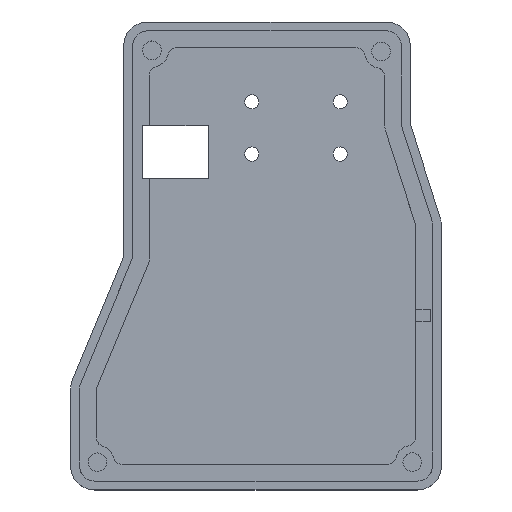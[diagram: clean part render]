
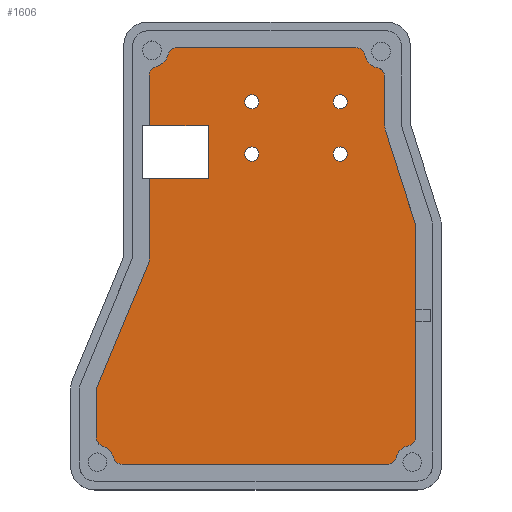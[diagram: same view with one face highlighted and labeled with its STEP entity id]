
A CAD part, top view. The second image highlights one B-rep face of the part: STEP entity #1606.
In plain terms, the highlighted planar face has unit normal (0, 0, 1).
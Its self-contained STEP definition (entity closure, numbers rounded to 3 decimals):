
#623 = VERTEX_POINT('',#624);
#624 = CARTESIAN_POINT('',(115.49,-132.13,2.));
#630 = EDGE_CURVE('',#631,#623,#633,.T.);
#631 = VERTEX_POINT('',#632);
#632 = CARTESIAN_POINT('',(128.82,-132.13,2.));
#633 = LINE('',#634,#635);
#634 = CARTESIAN_POINT('',(127.66,-132.13,2.));
#635 = VECTOR('',#636,1.);
#636 = DIRECTION('',(-1.,0.,0.));
#654 = EDGE_CURVE('',#655,#631,#657,.T.);
#655 = VERTEX_POINT('',#656);
#656 = CARTESIAN_POINT('',(128.82,-120.13,2.));
#657 = LINE('',#658,#659);
#658 = CARTESIAN_POINT('',(128.82,-142.306,2.));
#659 = VECTOR('',#660,1.);
#660 = DIRECTION('',(0.,-1.,0.));
#678 = EDGE_CURVE('',#679,#655,#681,.T.);
#679 = VERTEX_POINT('',#680);
#680 = CARTESIAN_POINT('',(115.49,-120.13,2.));
#681 = LINE('',#682,#683);
#682 = CARTESIAN_POINT('',(135.16,-120.13,2.));
#683 = VECTOR('',#684,1.);
#684 = DIRECTION('',(1.,0.,0.));
#711 = VERTEX_POINT('',#712);
#712 = CARTESIAN_POINT('',(140.25,-126.54,2.));
#718 = EDGE_CURVE('',#711,#711,#719,.T.);
#719 = CIRCLE('',#720,1.6);
#720 = AXIS2_PLACEMENT_3D('',#721,#722,#723);
#721 = CARTESIAN_POINT('',(138.65,-126.54,2.));
#722 = DIRECTION('',(0.,0.,-1.));
#723 = DIRECTION('',(1.,0.,0.));
#736 = VERTEX_POINT('',#737);
#737 = CARTESIAN_POINT('',(160.25,-126.54,2.));
#743 = EDGE_CURVE('',#736,#736,#744,.T.);
#744 = CIRCLE('',#745,1.6);
#745 = AXIS2_PLACEMENT_3D('',#746,#747,#748);
#746 = CARTESIAN_POINT('',(158.65,-126.54,2.));
#747 = DIRECTION('',(0.,0.,-1.));
#748 = DIRECTION('',(1.,0.,0.));
#761 = VERTEX_POINT('',#762);
#762 = CARTESIAN_POINT('',(140.25,-114.74,2.));
#768 = EDGE_CURVE('',#761,#761,#769,.T.);
#769 = CIRCLE('',#770,1.6);
#770 = AXIS2_PLACEMENT_3D('',#771,#772,#773);
#771 = CARTESIAN_POINT('',(138.65,-114.74,2.));
#772 = DIRECTION('',(0.,0.,-1.));
#773 = DIRECTION('',(1.,0.,0.));
#786 = VERTEX_POINT('',#787);
#787 = CARTESIAN_POINT('',(160.25,-114.74,2.));
#793 = EDGE_CURVE('',#786,#786,#794,.T.);
#794 = CIRCLE('',#795,1.6);
#795 = AXIS2_PLACEMENT_3D('',#796,#797,#798);
#796 = CARTESIAN_POINT('',(158.65,-114.74,2.));
#797 = DIRECTION('',(0.,0.,-1.));
#798 = DIRECTION('',(1.,0.,0.));
#1606 = ADVANCED_FACE('',(#1607,#1808,#1811,#1814,#1817),#1820,.T.);
#1607 = FACE_BOUND('',#1608,.T.);
#1608 = EDGE_LOOP('',(#1609,#1617,#1626,#1634,#1642,#1651,#1660,#1669,
    #1677,#1686,#1695,#1704,#1712,#1720,#1729,#1737,#1746,#1755,#1764,
    #1772,#1781,#1790,#1799,#1805,#1806,#1807));
#1609 = ORIENTED_EDGE('',*,*,#1610,.F.);
#1610 = EDGE_CURVE('',#1611,#623,#1613,.T.);
#1611 = VERTEX_POINT('',#1612);
#1612 = CARTESIAN_POINT('',(115.49,-150.018,2.));
#1613 = LINE('',#1614,#1615);
#1614 = CARTESIAN_POINT('',(115.49,-129.664,2.));
#1615 = VECTOR('',#1616,1.);
#1616 = DIRECTION('',(0.,1.,0.));
#1617 = ORIENTED_EDGE('',*,*,#1618,.T.);
#1618 = EDGE_CURVE('',#1611,#1619,#1621,.T.);
#1619 = VERTEX_POINT('',#1620);
#1620 = CARTESIAN_POINT('',(115.197,-151.481,2.));
#1621 = CIRCLE('',#1622,3.8);
#1622 = AXIS2_PLACEMENT_3D('',#1623,#1624,#1625);
#1623 = CARTESIAN_POINT('',(111.69,-150.018,2.));
#1624 = DIRECTION('',(0.,0.,-1.));
#1625 = DIRECTION('',(0.,1.,0.));
#1626 = ORIENTED_EDGE('',*,*,#1627,.F.);
#1627 = EDGE_CURVE('',#1628,#1619,#1630,.T.);
#1628 = VERTEX_POINT('',#1629);
#1629 = CARTESIAN_POINT('',(103.49,-179.551,2.));
#1630 = LINE('',#1631,#1632);
#1631 = CARTESIAN_POINT('',(116.968,-147.235,2.));
#1632 = VECTOR('',#1633,1.);
#1633 = DIRECTION('',(0.385,0.923,0.));
#1634 = ORIENTED_EDGE('',*,*,#1635,.F.);
#1635 = EDGE_CURVE('',#1636,#1628,#1638,.T.);
#1636 = VERTEX_POINT('',#1637);
#1637 = CARTESIAN_POINT('',(103.49,-190.697,2.));
#1638 = LINE('',#1639,#1640);
#1639 = CARTESIAN_POINT('',(103.49,-166.016,2.));
#1640 = VECTOR('',#1641,1.);
#1641 = DIRECTION('',(0.,1.,0.));
#1642 = ORIENTED_EDGE('',*,*,#1643,.T.);
#1643 = EDGE_CURVE('',#1636,#1644,#1646,.T.);
#1644 = VERTEX_POINT('',#1645);
#1645 = CARTESIAN_POINT('',(104.88,-192.601,2.));
#1646 = CIRCLE('',#1647,2.);
#1647 = AXIS2_PLACEMENT_3D('',#1648,#1649,#1650);
#1648 = CARTESIAN_POINT('',(105.49,-190.697,2.));
#1649 = DIRECTION('',(-0.,0.,1.));
#1650 = DIRECTION('',(0.,-1.,0.));
#1651 = ORIENTED_EDGE('',*,*,#1652,.T.);
#1652 = EDGE_CURVE('',#1644,#1653,#1655,.T.);
#1653 = VERTEX_POINT('',#1654);
#1654 = CARTESIAN_POINT('',(107.387,-195.224,2.));
#1655 = CIRCLE('',#1656,3.8);
#1656 = AXIS2_PLACEMENT_3D('',#1657,#1658,#1659);
#1657 = CARTESIAN_POINT('',(103.72,-196.22,2.));
#1658 = DIRECTION('',(0.,0.,-1.));
#1659 = DIRECTION('',(1.,0.,0.));
#1660 = ORIENTED_EDGE('',*,*,#1661,.T.);
#1661 = EDGE_CURVE('',#1653,#1662,#1664,.T.);
#1662 = VERTEX_POINT('',#1663);
#1663 = CARTESIAN_POINT('',(109.317,-196.7,2.));
#1664 = CIRCLE('',#1665,2.);
#1665 = AXIS2_PLACEMENT_3D('',#1666,#1667,#1668);
#1666 = CARTESIAN_POINT('',(109.317,-194.7,2.));
#1667 = DIRECTION('',(-0.,0.,1.));
#1668 = DIRECTION('',(0.,-1.,0.));
#1669 = ORIENTED_EDGE('',*,*,#1670,.F.);
#1670 = EDGE_CURVE('',#1671,#1662,#1673,.T.);
#1671 = VERTEX_POINT('',#1672);
#1672 = CARTESIAN_POINT('',(169.317,-196.7,2.));
#1673 = LINE('',#1674,#1675);
#1674 = CARTESIAN_POINT('',(124.495,-196.7,2.));
#1675 = VECTOR('',#1676,1.);
#1676 = DIRECTION('',(-1.,0.,0.));
#1677 = ORIENTED_EDGE('',*,*,#1678,.T.);
#1678 = EDGE_CURVE('',#1671,#1679,#1681,.T.);
#1679 = VERTEX_POINT('',#1680);
#1680 = CARTESIAN_POINT('',(171.249,-195.217,2.));
#1681 = CIRCLE('',#1682,2.);
#1682 = AXIS2_PLACEMENT_3D('',#1683,#1684,#1685);
#1683 = CARTESIAN_POINT('',(169.317,-194.7,2.));
#1684 = DIRECTION('',(-0.,0.,1.));
#1685 = DIRECTION('',(0.,-1.,0.));
#1686 = ORIENTED_EDGE('',*,*,#1687,.T.);
#1687 = EDGE_CURVE('',#1679,#1688,#1690,.T.);
#1688 = VERTEX_POINT('',#1689);
#1689 = CARTESIAN_POINT('',(174.114,-192.486,2.));
#1690 = CIRCLE('',#1691,3.8);
#1691 = AXIS2_PLACEMENT_3D('',#1692,#1693,#1694);
#1692 = CARTESIAN_POINT('',(174.92,-196.2,2.));
#1693 = DIRECTION('',(0.,0.,-1.));
#1694 = DIRECTION('',(1.,0.,0.));
#1695 = ORIENTED_EDGE('',*,*,#1696,.T.);
#1696 = EDGE_CURVE('',#1688,#1697,#1699,.T.);
#1697 = VERTEX_POINT('',#1698);
#1698 = CARTESIAN_POINT('',(175.69,-190.532,2.));
#1699 = CIRCLE('',#1700,2.);
#1700 = AXIS2_PLACEMENT_3D('',#1701,#1702,#1703);
#1701 = CARTESIAN_POINT('',(173.69,-190.532,2.));
#1702 = DIRECTION('',(-0.,0.,1.));
#1703 = DIRECTION('',(0.,-1.,0.));
#1704 = ORIENTED_EDGE('',*,*,#1705,.F.);
#1705 = EDGE_CURVE('',#1706,#1697,#1708,.T.);
#1706 = VERTEX_POINT('',#1707);
#1707 = CARTESIAN_POINT('',(175.69,-142.618,2.));
#1708 = LINE('',#1709,#1710);
#1709 = CARTESIAN_POINT('',(175.69,-172.48,2.));
#1710 = VECTOR('',#1711,1.);
#1711 = DIRECTION('',(0.,-1.,0.));
#1712 = ORIENTED_EDGE('',*,*,#1713,.F.);
#1713 = EDGE_CURVE('',#1714,#1706,#1716,.T.);
#1714 = VERTEX_POINT('',#1715);
#1715 = CARTESIAN_POINT('',(168.857,-121.221,2.));
#1716 = LINE('',#1717,#1718);
#1717 = CARTESIAN_POINT('',(175.537,-142.14,2.));
#1718 = VECTOR('',#1719,1.);
#1719 = DIRECTION('',(0.304,-0.953,0.));
#1720 = ORIENTED_EDGE('',*,*,#1721,.T.);
#1721 = EDGE_CURVE('',#1714,#1722,#1724,.T.);
#1722 = VERTEX_POINT('',#1723);
#1723 = CARTESIAN_POINT('',(168.677,-120.065,2.));
#1724 = CIRCLE('',#1725,3.8);
#1725 = AXIS2_PLACEMENT_3D('',#1726,#1727,#1728);
#1726 = CARTESIAN_POINT('',(172.477,-120.065,2.));
#1727 = DIRECTION('',(0.,-0.,-1.));
#1728 = DIRECTION('',(0.304,-0.953,0.));
#1729 = ORIENTED_EDGE('',*,*,#1730,.F.);
#1730 = EDGE_CURVE('',#1731,#1722,#1733,.T.);
#1731 = VERTEX_POINT('',#1732);
#1732 = CARTESIAN_POINT('',(168.677,-109.025,2.));
#1733 = LINE('',#1734,#1735);
#1734 = CARTESIAN_POINT('',(168.677,-136.273,2.));
#1735 = VECTOR('',#1736,1.);
#1736 = DIRECTION('',(0.,-1.,0.));
#1737 = ORIENTED_EDGE('',*,*,#1738,.T.);
#1738 = EDGE_CURVE('',#1731,#1739,#1741,.T.);
#1739 = VERTEX_POINT('',#1740);
#1740 = CARTESIAN_POINT('',(167.091,-107.068,2.));
#1741 = CIRCLE('',#1742,2.);
#1742 = AXIS2_PLACEMENT_3D('',#1743,#1744,#1745);
#1743 = CARTESIAN_POINT('',(166.677,-109.025,2.));
#1744 = DIRECTION('',(-0.,0.,1.));
#1745 = DIRECTION('',(0.,-1.,0.));
#1746 = ORIENTED_EDGE('',*,*,#1747,.T.);
#1747 = EDGE_CURVE('',#1739,#1748,#1750,.T.);
#1748 = VERTEX_POINT('',#1749);
#1749 = CARTESIAN_POINT('',(164.152,-104.103,2.));
#1750 = CIRCLE('',#1751,3.8);
#1751 = AXIS2_PLACEMENT_3D('',#1752,#1753,#1754);
#1752 = CARTESIAN_POINT('',(167.877,-103.35,2.));
#1753 = DIRECTION('',(0.,0.,-1.));
#1754 = DIRECTION('',(1.,0.,0.));
#1755 = ORIENTED_EDGE('',*,*,#1756,.T.);
#1756 = EDGE_CURVE('',#1748,#1757,#1759,.T.);
#1757 = VERTEX_POINT('',#1758);
#1758 = CARTESIAN_POINT('',(162.192,-102.5,2.));
#1759 = CIRCLE('',#1760,2.);
#1760 = AXIS2_PLACEMENT_3D('',#1761,#1762,#1763);
#1761 = CARTESIAN_POINT('',(162.192,-104.5,2.));
#1762 = DIRECTION('',(-0.,0.,1.));
#1763 = DIRECTION('',(0.,-1.,0.));
#1764 = ORIENTED_EDGE('',*,*,#1765,.F.);
#1765 = EDGE_CURVE('',#1766,#1757,#1768,.T.);
#1766 = VERTEX_POINT('',#1767);
#1767 = CARTESIAN_POINT('',(121.696,-102.5,2.));
#1768 = LINE('',#1769,#1770);
#1769 = CARTESIAN_POINT('',(152.836,-102.5,2.));
#1770 = VECTOR('',#1771,1.);
#1771 = DIRECTION('',(1.,0.,0.));
#1772 = ORIENTED_EDGE('',*,*,#1773,.T.);
#1773 = EDGE_CURVE('',#1766,#1774,#1776,.T.);
#1774 = VERTEX_POINT('',#1775);
#1775 = CARTESIAN_POINT('',(119.756,-104.014,2.));
#1776 = CIRCLE('',#1777,2.);
#1777 = AXIS2_PLACEMENT_3D('',#1778,#1779,#1780);
#1778 = CARTESIAN_POINT('',(121.696,-104.5,2.));
#1779 = DIRECTION('',(-0.,0.,1.));
#1780 = DIRECTION('',(0.,-1.,0.));
#1781 = ORIENTED_EDGE('',*,*,#1782,.T.);
#1782 = EDGE_CURVE('',#1774,#1783,#1785,.T.);
#1783 = VERTEX_POINT('',#1784);
#1784 = CARTESIAN_POINT('',(117.,-106.774,2.));
#1785 = CIRCLE('',#1786,3.8);
#1786 = AXIS2_PLACEMENT_3D('',#1787,#1788,#1789);
#1787 = CARTESIAN_POINT('',(116.07,-103.09,2.));
#1788 = DIRECTION('',(0.,0.,-1.));
#1789 = DIRECTION('',(1.,0.,0.));
#1790 = ORIENTED_EDGE('',*,*,#1791,.F.);
#1791 = EDGE_CURVE('',#1792,#1783,#1794,.T.);
#1792 = VERTEX_POINT('',#1793);
#1793 = CARTESIAN_POINT('',(115.49,-108.713,2.));
#1794 = CIRCLE('',#1795,2.);
#1795 = AXIS2_PLACEMENT_3D('',#1796,#1797,#1798);
#1796 = CARTESIAN_POINT('',(117.49,-108.713,2.));
#1797 = DIRECTION('',(-0.,-0.,-1.));
#1798 = DIRECTION('',(0.,-1.,0.));
#1799 = ORIENTED_EDGE('',*,*,#1800,.F.);
#1800 = EDGE_CURVE('',#679,#1792,#1801,.T.);
#1801 = LINE('',#1802,#1803);
#1802 = CARTESIAN_POINT('',(115.49,-129.664,2.));
#1803 = VECTOR('',#1804,1.);
#1804 = DIRECTION('',(0.,1.,0.));
#1805 = ORIENTED_EDGE('',*,*,#678,.T.);
#1806 = ORIENTED_EDGE('',*,*,#654,.T.);
#1807 = ORIENTED_EDGE('',*,*,#630,.T.);
#1808 = FACE_BOUND('',#1809,.T.);
#1809 = EDGE_LOOP('',(#1810));
#1810 = ORIENTED_EDGE('',*,*,#718,.T.);
#1811 = FACE_BOUND('',#1812,.T.);
#1812 = EDGE_LOOP('',(#1813));
#1813 = ORIENTED_EDGE('',*,*,#743,.T.);
#1814 = FACE_BOUND('',#1815,.T.);
#1815 = EDGE_LOOP('',(#1816));
#1816 = ORIENTED_EDGE('',*,*,#768,.T.);
#1817 = FACE_BOUND('',#1818,.T.);
#1818 = EDGE_LOOP('',(#1819));
#1819 = ORIENTED_EDGE('',*,*,#793,.T.);
#1820 = PLANE('',#1821);
#1821 = AXIS2_PLACEMENT_3D('',#1822,#1823,#1824);
#1822 = CARTESIAN_POINT('',(141.499,-152.482,2.));
#1823 = DIRECTION('',(0.,0.,1.));
#1824 = DIRECTION('',(1.,0.,0.));
